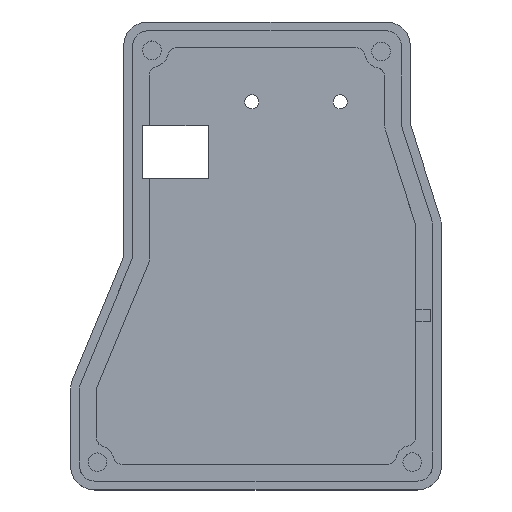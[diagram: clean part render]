
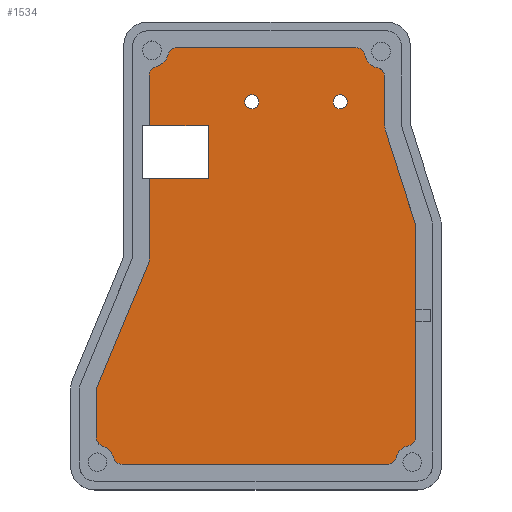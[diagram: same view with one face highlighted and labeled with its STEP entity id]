
A CAD part, top view. The second image highlights one B-rep face of the part: STEP entity #1534.
In plain terms, the highlighted planar face has unit normal (0, 0, 1).
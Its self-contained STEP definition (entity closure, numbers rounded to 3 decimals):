
#601 = VERTEX_POINT('',#602);
#602 = CARTESIAN_POINT('',(115.49,-132.13,2.));
#608 = EDGE_CURVE('',#609,#601,#611,.T.);
#609 = VERTEX_POINT('',#610);
#610 = CARTESIAN_POINT('',(128.82,-132.13,2.));
#611 = LINE('',#612,#613);
#612 = CARTESIAN_POINT('',(127.66,-132.13,2.));
#613 = VECTOR('',#614,1.);
#614 = DIRECTION('',(-1.,0.,0.));
#632 = EDGE_CURVE('',#633,#609,#635,.T.);
#633 = VERTEX_POINT('',#634);
#634 = CARTESIAN_POINT('',(128.82,-120.13,2.));
#635 = LINE('',#636,#637);
#636 = CARTESIAN_POINT('',(128.82,-142.306,2.));
#637 = VECTOR('',#638,1.);
#638 = DIRECTION('',(0.,-1.,0.));
#656 = EDGE_CURVE('',#657,#633,#659,.T.);
#657 = VERTEX_POINT('',#658);
#658 = CARTESIAN_POINT('',(115.49,-120.13,2.));
#659 = LINE('',#660,#661);
#660 = CARTESIAN_POINT('',(135.16,-120.13,2.));
#661 = VECTOR('',#662,1.);
#662 = DIRECTION('',(1.,0.,0.));
#689 = VERTEX_POINT('',#690);
#690 = CARTESIAN_POINT('',(140.25,-114.74,2.));
#696 = EDGE_CURVE('',#689,#689,#697,.T.);
#697 = CIRCLE('',#698,1.6);
#698 = AXIS2_PLACEMENT_3D('',#699,#700,#701);
#699 = CARTESIAN_POINT('',(138.65,-114.74,2.));
#700 = DIRECTION('',(0.,0.,-1.));
#701 = DIRECTION('',(1.,0.,0.));
#714 = VERTEX_POINT('',#715);
#715 = CARTESIAN_POINT('',(160.25,-114.74,2.));
#721 = EDGE_CURVE('',#714,#714,#722,.T.);
#722 = CIRCLE('',#723,1.6);
#723 = AXIS2_PLACEMENT_3D('',#724,#725,#726);
#724 = CARTESIAN_POINT('',(158.65,-114.74,2.));
#725 = DIRECTION('',(0.,0.,-1.));
#726 = DIRECTION('',(1.,0.,0.));
#1534 = ADVANCED_FACE('',(#1535,#1736,#1739),#1742,.T.);
#1535 = FACE_BOUND('',#1536,.T.);
#1536 = EDGE_LOOP('',(#1537,#1545,#1554,#1562,#1570,#1579,#1588,#1597,
    #1605,#1614,#1623,#1632,#1640,#1648,#1657,#1665,#1674,#1683,#1692,
    #1700,#1709,#1718,#1727,#1733,#1734,#1735));
#1537 = ORIENTED_EDGE('',*,*,#1538,.F.);
#1538 = EDGE_CURVE('',#1539,#601,#1541,.T.);
#1539 = VERTEX_POINT('',#1540);
#1540 = CARTESIAN_POINT('',(115.49,-150.018,2.));
#1541 = LINE('',#1542,#1543);
#1542 = CARTESIAN_POINT('',(115.49,-129.664,2.));
#1543 = VECTOR('',#1544,1.);
#1544 = DIRECTION('',(0.,1.,0.));
#1545 = ORIENTED_EDGE('',*,*,#1546,.T.);
#1546 = EDGE_CURVE('',#1539,#1547,#1549,.T.);
#1547 = VERTEX_POINT('',#1548);
#1548 = CARTESIAN_POINT('',(115.197,-151.481,2.));
#1549 = CIRCLE('',#1550,3.8);
#1550 = AXIS2_PLACEMENT_3D('',#1551,#1552,#1553);
#1551 = CARTESIAN_POINT('',(111.69,-150.018,2.));
#1552 = DIRECTION('',(0.,0.,-1.));
#1553 = DIRECTION('',(0.,1.,0.));
#1554 = ORIENTED_EDGE('',*,*,#1555,.F.);
#1555 = EDGE_CURVE('',#1556,#1547,#1558,.T.);
#1556 = VERTEX_POINT('',#1557);
#1557 = CARTESIAN_POINT('',(103.49,-179.551,2.));
#1558 = LINE('',#1559,#1560);
#1559 = CARTESIAN_POINT('',(116.968,-147.235,2.));
#1560 = VECTOR('',#1561,1.);
#1561 = DIRECTION('',(0.385,0.923,0.));
#1562 = ORIENTED_EDGE('',*,*,#1563,.F.);
#1563 = EDGE_CURVE('',#1564,#1556,#1566,.T.);
#1564 = VERTEX_POINT('',#1565);
#1565 = CARTESIAN_POINT('',(103.49,-190.697,2.));
#1566 = LINE('',#1567,#1568);
#1567 = CARTESIAN_POINT('',(103.49,-166.016,2.));
#1568 = VECTOR('',#1569,1.);
#1569 = DIRECTION('',(0.,1.,0.));
#1570 = ORIENTED_EDGE('',*,*,#1571,.T.);
#1571 = EDGE_CURVE('',#1564,#1572,#1574,.T.);
#1572 = VERTEX_POINT('',#1573);
#1573 = CARTESIAN_POINT('',(104.88,-192.601,2.));
#1574 = CIRCLE('',#1575,2.);
#1575 = AXIS2_PLACEMENT_3D('',#1576,#1577,#1578);
#1576 = CARTESIAN_POINT('',(105.49,-190.697,2.));
#1577 = DIRECTION('',(-0.,0.,1.));
#1578 = DIRECTION('',(0.,-1.,0.));
#1579 = ORIENTED_EDGE('',*,*,#1580,.T.);
#1580 = EDGE_CURVE('',#1572,#1581,#1583,.T.);
#1581 = VERTEX_POINT('',#1582);
#1582 = CARTESIAN_POINT('',(107.387,-195.224,2.));
#1583 = CIRCLE('',#1584,3.8);
#1584 = AXIS2_PLACEMENT_3D('',#1585,#1586,#1587);
#1585 = CARTESIAN_POINT('',(103.72,-196.22,2.));
#1586 = DIRECTION('',(0.,0.,-1.));
#1587 = DIRECTION('',(1.,0.,0.));
#1588 = ORIENTED_EDGE('',*,*,#1589,.T.);
#1589 = EDGE_CURVE('',#1581,#1590,#1592,.T.);
#1590 = VERTEX_POINT('',#1591);
#1591 = CARTESIAN_POINT('',(109.317,-196.7,2.));
#1592 = CIRCLE('',#1593,2.);
#1593 = AXIS2_PLACEMENT_3D('',#1594,#1595,#1596);
#1594 = CARTESIAN_POINT('',(109.317,-194.7,2.));
#1595 = DIRECTION('',(-0.,0.,1.));
#1596 = DIRECTION('',(0.,-1.,0.));
#1597 = ORIENTED_EDGE('',*,*,#1598,.F.);
#1598 = EDGE_CURVE('',#1599,#1590,#1601,.T.);
#1599 = VERTEX_POINT('',#1600);
#1600 = CARTESIAN_POINT('',(169.317,-196.7,2.));
#1601 = LINE('',#1602,#1603);
#1602 = CARTESIAN_POINT('',(124.495,-196.7,2.));
#1603 = VECTOR('',#1604,1.);
#1604 = DIRECTION('',(-1.,0.,0.));
#1605 = ORIENTED_EDGE('',*,*,#1606,.T.);
#1606 = EDGE_CURVE('',#1599,#1607,#1609,.T.);
#1607 = VERTEX_POINT('',#1608);
#1608 = CARTESIAN_POINT('',(171.249,-195.217,2.));
#1609 = CIRCLE('',#1610,2.);
#1610 = AXIS2_PLACEMENT_3D('',#1611,#1612,#1613);
#1611 = CARTESIAN_POINT('',(169.317,-194.7,2.));
#1612 = DIRECTION('',(-0.,0.,1.));
#1613 = DIRECTION('',(0.,-1.,0.));
#1614 = ORIENTED_EDGE('',*,*,#1615,.T.);
#1615 = EDGE_CURVE('',#1607,#1616,#1618,.T.);
#1616 = VERTEX_POINT('',#1617);
#1617 = CARTESIAN_POINT('',(174.114,-192.486,2.));
#1618 = CIRCLE('',#1619,3.8);
#1619 = AXIS2_PLACEMENT_3D('',#1620,#1621,#1622);
#1620 = CARTESIAN_POINT('',(174.92,-196.2,2.));
#1621 = DIRECTION('',(0.,0.,-1.));
#1622 = DIRECTION('',(1.,0.,0.));
#1623 = ORIENTED_EDGE('',*,*,#1624,.T.);
#1624 = EDGE_CURVE('',#1616,#1625,#1627,.T.);
#1625 = VERTEX_POINT('',#1626);
#1626 = CARTESIAN_POINT('',(175.69,-190.532,2.));
#1627 = CIRCLE('',#1628,2.);
#1628 = AXIS2_PLACEMENT_3D('',#1629,#1630,#1631);
#1629 = CARTESIAN_POINT('',(173.69,-190.532,2.));
#1630 = DIRECTION('',(-0.,0.,1.));
#1631 = DIRECTION('',(0.,-1.,0.));
#1632 = ORIENTED_EDGE('',*,*,#1633,.F.);
#1633 = EDGE_CURVE('',#1634,#1625,#1636,.T.);
#1634 = VERTEX_POINT('',#1635);
#1635 = CARTESIAN_POINT('',(175.69,-142.618,2.));
#1636 = LINE('',#1637,#1638);
#1637 = CARTESIAN_POINT('',(175.69,-172.48,2.));
#1638 = VECTOR('',#1639,1.);
#1639 = DIRECTION('',(0.,-1.,0.));
#1640 = ORIENTED_EDGE('',*,*,#1641,.F.);
#1641 = EDGE_CURVE('',#1642,#1634,#1644,.T.);
#1642 = VERTEX_POINT('',#1643);
#1643 = CARTESIAN_POINT('',(168.857,-121.221,2.));
#1644 = LINE('',#1645,#1646);
#1645 = CARTESIAN_POINT('',(175.537,-142.14,2.));
#1646 = VECTOR('',#1647,1.);
#1647 = DIRECTION('',(0.304,-0.953,0.));
#1648 = ORIENTED_EDGE('',*,*,#1649,.T.);
#1649 = EDGE_CURVE('',#1642,#1650,#1652,.T.);
#1650 = VERTEX_POINT('',#1651);
#1651 = CARTESIAN_POINT('',(168.677,-120.065,2.));
#1652 = CIRCLE('',#1653,3.8);
#1653 = AXIS2_PLACEMENT_3D('',#1654,#1655,#1656);
#1654 = CARTESIAN_POINT('',(172.477,-120.065,2.));
#1655 = DIRECTION('',(0.,-0.,-1.));
#1656 = DIRECTION('',(0.304,-0.953,0.));
#1657 = ORIENTED_EDGE('',*,*,#1658,.F.);
#1658 = EDGE_CURVE('',#1659,#1650,#1661,.T.);
#1659 = VERTEX_POINT('',#1660);
#1660 = CARTESIAN_POINT('',(168.677,-109.025,2.));
#1661 = LINE('',#1662,#1663);
#1662 = CARTESIAN_POINT('',(168.677,-136.273,2.));
#1663 = VECTOR('',#1664,1.);
#1664 = DIRECTION('',(0.,-1.,0.));
#1665 = ORIENTED_EDGE('',*,*,#1666,.T.);
#1666 = EDGE_CURVE('',#1659,#1667,#1669,.T.);
#1667 = VERTEX_POINT('',#1668);
#1668 = CARTESIAN_POINT('',(167.091,-107.068,2.));
#1669 = CIRCLE('',#1670,2.);
#1670 = AXIS2_PLACEMENT_3D('',#1671,#1672,#1673);
#1671 = CARTESIAN_POINT('',(166.677,-109.025,2.));
#1672 = DIRECTION('',(-0.,0.,1.));
#1673 = DIRECTION('',(0.,-1.,0.));
#1674 = ORIENTED_EDGE('',*,*,#1675,.T.);
#1675 = EDGE_CURVE('',#1667,#1676,#1678,.T.);
#1676 = VERTEX_POINT('',#1677);
#1677 = CARTESIAN_POINT('',(164.152,-104.103,2.));
#1678 = CIRCLE('',#1679,3.8);
#1679 = AXIS2_PLACEMENT_3D('',#1680,#1681,#1682);
#1680 = CARTESIAN_POINT('',(167.877,-103.35,2.));
#1681 = DIRECTION('',(0.,0.,-1.));
#1682 = DIRECTION('',(1.,0.,0.));
#1683 = ORIENTED_EDGE('',*,*,#1684,.T.);
#1684 = EDGE_CURVE('',#1676,#1685,#1687,.T.);
#1685 = VERTEX_POINT('',#1686);
#1686 = CARTESIAN_POINT('',(162.192,-102.5,2.));
#1687 = CIRCLE('',#1688,2.);
#1688 = AXIS2_PLACEMENT_3D('',#1689,#1690,#1691);
#1689 = CARTESIAN_POINT('',(162.192,-104.5,2.));
#1690 = DIRECTION('',(-0.,0.,1.));
#1691 = DIRECTION('',(0.,-1.,0.));
#1692 = ORIENTED_EDGE('',*,*,#1693,.F.);
#1693 = EDGE_CURVE('',#1694,#1685,#1696,.T.);
#1694 = VERTEX_POINT('',#1695);
#1695 = CARTESIAN_POINT('',(121.696,-102.5,2.));
#1696 = LINE('',#1697,#1698);
#1697 = CARTESIAN_POINT('',(152.836,-102.5,2.));
#1698 = VECTOR('',#1699,1.);
#1699 = DIRECTION('',(1.,0.,0.));
#1700 = ORIENTED_EDGE('',*,*,#1701,.T.);
#1701 = EDGE_CURVE('',#1694,#1702,#1704,.T.);
#1702 = VERTEX_POINT('',#1703);
#1703 = CARTESIAN_POINT('',(119.756,-104.014,2.));
#1704 = CIRCLE('',#1705,2.);
#1705 = AXIS2_PLACEMENT_3D('',#1706,#1707,#1708);
#1706 = CARTESIAN_POINT('',(121.696,-104.5,2.));
#1707 = DIRECTION('',(-0.,0.,1.));
#1708 = DIRECTION('',(0.,-1.,0.));
#1709 = ORIENTED_EDGE('',*,*,#1710,.T.);
#1710 = EDGE_CURVE('',#1702,#1711,#1713,.T.);
#1711 = VERTEX_POINT('',#1712);
#1712 = CARTESIAN_POINT('',(117.,-106.774,2.));
#1713 = CIRCLE('',#1714,3.8);
#1714 = AXIS2_PLACEMENT_3D('',#1715,#1716,#1717);
#1715 = CARTESIAN_POINT('',(116.07,-103.09,2.));
#1716 = DIRECTION('',(0.,0.,-1.));
#1717 = DIRECTION('',(1.,0.,0.));
#1718 = ORIENTED_EDGE('',*,*,#1719,.F.);
#1719 = EDGE_CURVE('',#1720,#1711,#1722,.T.);
#1720 = VERTEX_POINT('',#1721);
#1721 = CARTESIAN_POINT('',(115.49,-108.713,2.));
#1722 = CIRCLE('',#1723,2.);
#1723 = AXIS2_PLACEMENT_3D('',#1724,#1725,#1726);
#1724 = CARTESIAN_POINT('',(117.49,-108.713,2.));
#1725 = DIRECTION('',(-0.,-0.,-1.));
#1726 = DIRECTION('',(0.,-1.,0.));
#1727 = ORIENTED_EDGE('',*,*,#1728,.F.);
#1728 = EDGE_CURVE('',#657,#1720,#1729,.T.);
#1729 = LINE('',#1730,#1731);
#1730 = CARTESIAN_POINT('',(115.49,-129.664,2.));
#1731 = VECTOR('',#1732,1.);
#1732 = DIRECTION('',(0.,1.,0.));
#1733 = ORIENTED_EDGE('',*,*,#656,.T.);
#1734 = ORIENTED_EDGE('',*,*,#632,.T.);
#1735 = ORIENTED_EDGE('',*,*,#608,.T.);
#1736 = FACE_BOUND('',#1737,.T.);
#1737 = EDGE_LOOP('',(#1738));
#1738 = ORIENTED_EDGE('',*,*,#696,.T.);
#1739 = FACE_BOUND('',#1740,.T.);
#1740 = EDGE_LOOP('',(#1741));
#1741 = ORIENTED_EDGE('',*,*,#721,.T.);
#1742 = PLANE('',#1743);
#1743 = AXIS2_PLACEMENT_3D('',#1744,#1745,#1746);
#1744 = CARTESIAN_POINT('',(141.499,-152.482,2.));
#1745 = DIRECTION('',(0.,0.,1.));
#1746 = DIRECTION('',(1.,0.,0.));
